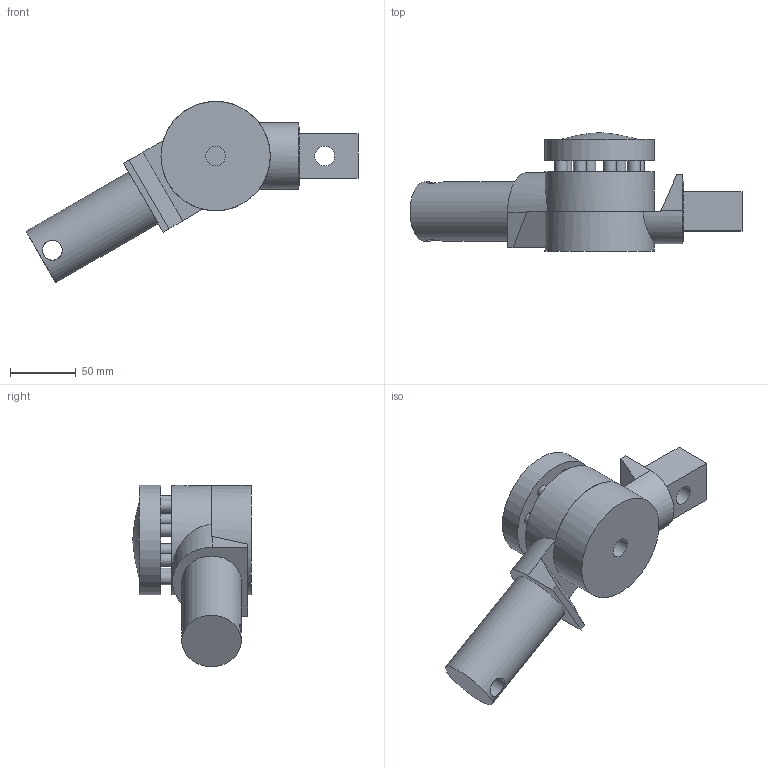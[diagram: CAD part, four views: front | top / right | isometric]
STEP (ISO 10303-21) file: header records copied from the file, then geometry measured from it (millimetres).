
FILE_DESCRIPTION(/* description */ (''),/* implementation_level */ '2;1');
FILE_NAME(/* name */ 'ratchet hinge v3.step',/* time_stamp */ '2023-12-15T19:38:33+05:30',/* author */ (''),/* organization */ (''),/* preprocessor_version */ 'ST-DEVELOPER v20',/* originating_system */ 'Autodesk Translation Framework v12.14.0.127',/* authorisation */ '');
FILE_SCHEMA (('AUTOMOTIVE_DESIGN { 1 0 10303 214 3 1 1 }'));
Length unit declared in the file: millimetre
Products named in the file (4): ratchet hinge; 1258A12_Incremental-Angle Hinge; Component2; Component3
Assembly tree (3 placements, depth 3):
  ratchet hinge
    1258A12_Incremental-Angle Hinge
      Component2
      Component3
Bounding box: 251.62 x 89.7 x 137.5 mm (x, y, z)
Volume: 682849.3 mm3; surface area: 88895.8 mm2
Topology: 2 solids, 2 shells, 45 faces, 103 edges, 66 vertices
Faces by surface type: plane 26, cylinder 18, bspline 1
Full cylindrical faces by diameter (mm): 9.625 x8, 15.039 x3, 45.118 x2, 82.785 x2, 83.018 x1
Entity records: 1566 total; most frequent: CARTESIAN_POINT 381, DIRECTION 244, ORIENTED_EDGE 204, EDGE_CURVE 102, AXIS2_PLACEMENT_3D 95, EDGE_LOOP 70, VERTEX_POINT 66, LINE 54
